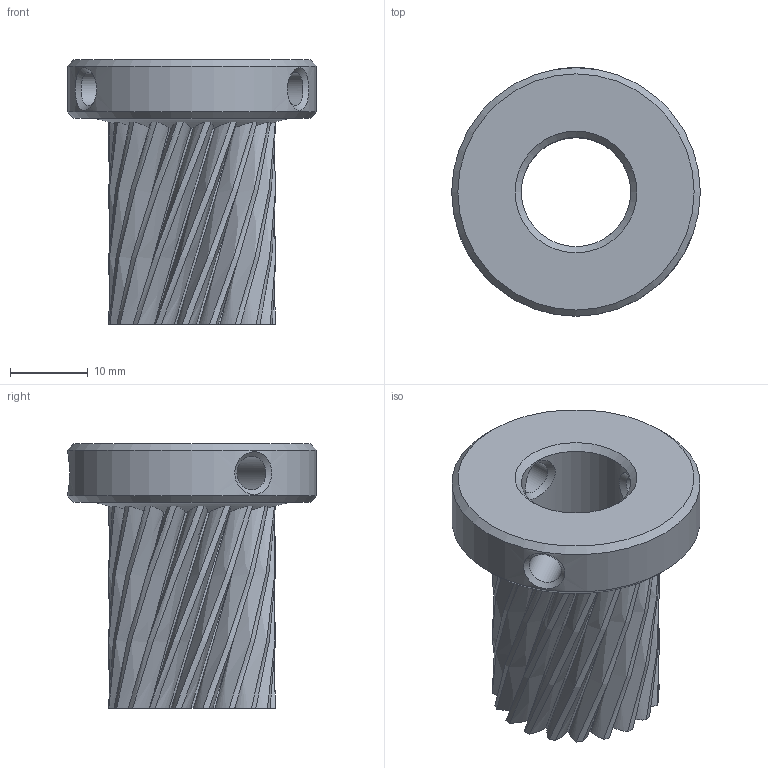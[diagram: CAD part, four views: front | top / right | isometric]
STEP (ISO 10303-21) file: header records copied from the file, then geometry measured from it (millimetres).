
FILE_DESCRIPTION(('FreeCAD Model'),'2;1');
FILE_NAME('Open CASCADE Shape Model','2022-02-17T17:15:05',('Jens Dyvik' ),('DyvikDesign'),'Open CASCADE STEP processor 7.5','FreeCAD', 'Unknown');
FILE_SCHEMA(('AUTOMOTIVE_DESIGN { 1 0 10303 214 1 1 1 1 }'));
Length unit declared in the file: millimetre
Products named in the file (1): Pinion - ready for print
Bounding box: 32 x 32 x 34 mm (x, y, z)
Volume: 8620.4 mm3; surface area: 6769.6 mm2
Topology: 1 solids, 1 shells, 171 faces, 494 edges, 326 vertices
Faces by surface type: bspline 120, cone 42, cylinder 5, plane 3, torus 1
Full cylindrical faces by diameter (mm): 4.3 x3, 14.07 x1, 32 x1
Entity records: 28972 total; most frequent: CARTESIAN_POINT 20249, B_SPLINE_CURVE_WITH_KNOTS 1060, ORIENTED_EDGE 988, PCURVE 988, DEFINITIONAL_REPRESENTATION 988, DIRECTION 574, EDGE_CURVE 494, SURFACE_CURVE 479
